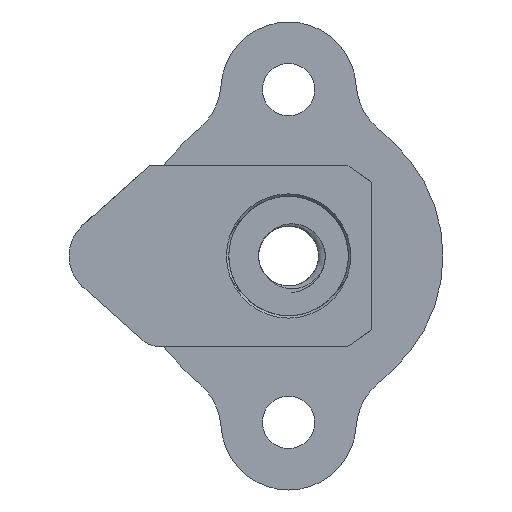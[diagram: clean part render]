
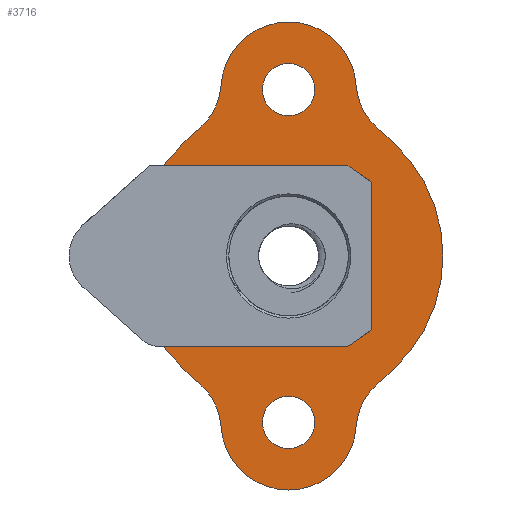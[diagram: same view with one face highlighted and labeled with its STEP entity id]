
A CAD part, front view. The second image highlights one B-rep face of the part: STEP entity #3716.
In plain terms, the highlighted planar face has unit normal (0, -1, 0).
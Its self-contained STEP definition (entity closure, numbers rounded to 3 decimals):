
#54=FACE_BOUND('',#378,.T.);
#55=FACE_BOUND('',#379,.T.);
#56=FACE_BOUND('',#380,.T.);
#66=PLANE('',#3932);
#189=FACE_OUTER_BOUND('',#377,.T.);
#377=EDGE_LOOP('',(#2653,#2654,#2655,#2656,#2657,#2658,#2659,#2660,#2661,
#2662,#2663,#2664));
#378=EDGE_LOOP('',(#2665));
#379=EDGE_LOOP('',(#2666));
#380=EDGE_LOOP('',(#2667,#2668,#2669,#2670,#2671,#2672,#2673,#2674));
#866=CIRCLE('',#3933,2.6);
#867=CIRCLE('',#3934,2.85);
#868=CIRCLE('',#3935,2.6);
#869=CIRCLE('',#3936,6.5);
#870=CIRCLE('',#3937,2.6);
#871=CIRCLE('',#3938,2.85);
#872=CIRCLE('',#3939,2.6);
#873=CIRCLE('',#3940,6.5);
#874=CIRCLE('',#3941,1.1);
#875=CIRCLE('',#3942,1.1);
#973=LINE('',#12400,#1171);
#974=LINE('',#12404,#1172);
#975=LINE('',#12412,#1173);
#976=LINE('',#12415,#1174);
#977=LINE('',#12422,#1175);
#978=LINE('',#12424,#1176);
#979=LINE('',#12426,#1177);
#980=LINE('',#12428,#1178);
#981=LINE('',#12430,#1179);
#982=LINE('',#12432,#1180);
#983=LINE('',#12434,#1181);
#984=LINE('',#12435,#1182);
#1171=VECTOR('',#4326,10.);
#1172=VECTOR('',#4329,10.);
#1173=VECTOR('',#4336,10.);
#1174=VECTOR('',#4339,10.);
#1175=VECTOR('',#4344,10.);
#1176=VECTOR('',#4345,10.);
#1177=VECTOR('',#4346,10.);
#1178=VECTOR('',#4347,10.);
#1179=VECTOR('',#4348,10.);
#1180=VECTOR('',#4349,10.);
#1181=VECTOR('',#4350,10.);
#1182=VECTOR('',#4351,10.);
#1509=VERTEX_POINT('',#12392);
#1510=VERTEX_POINT('',#12393);
#1511=VERTEX_POINT('',#12395);
#1512=VERTEX_POINT('',#12397);
#1513=VERTEX_POINT('',#12399);
#1514=VERTEX_POINT('',#12401);
#1515=VERTEX_POINT('',#12403);
#1516=VERTEX_POINT('',#12405);
#1517=VERTEX_POINT('',#12407);
#1518=VERTEX_POINT('',#12409);
#1519=VERTEX_POINT('',#12411);
#1520=VERTEX_POINT('',#12413);
#1521=VERTEX_POINT('',#12416);
#1522=VERTEX_POINT('',#12418);
#1523=VERTEX_POINT('',#12420);
#1524=VERTEX_POINT('',#12421);
#1525=VERTEX_POINT('',#12423);
#1526=VERTEX_POINT('',#12425);
#1527=VERTEX_POINT('',#12427);
#1528=VERTEX_POINT('',#12429);
#1529=VERTEX_POINT('',#12431);
#1530=VERTEX_POINT('',#12433);
#1989=EDGE_CURVE('',#1509,#1510,#866,.T.);
#1990=EDGE_CURVE('',#1510,#1511,#867,.T.);
#1991=EDGE_CURVE('',#1511,#1512,#868,.T.);
#1992=EDGE_CURVE('',#1512,#1513,#973,.T.);
#1993=EDGE_CURVE('',#1513,#1514,#869,.T.);
#1994=EDGE_CURVE('',#1514,#1515,#974,.T.);
#1995=EDGE_CURVE('',#1515,#1516,#870,.T.);
#1996=EDGE_CURVE('',#1516,#1517,#871,.T.);
#1997=EDGE_CURVE('',#1517,#1518,#872,.T.);
#1998=EDGE_CURVE('',#1518,#1519,#975,.T.);
#1999=EDGE_CURVE('',#1519,#1520,#873,.T.);
#2000=EDGE_CURVE('',#1520,#1509,#976,.T.);
#2001=EDGE_CURVE('',#1521,#1521,#874,.T.);
#2002=EDGE_CURVE('',#1522,#1522,#875,.T.);
#2003=EDGE_CURVE('',#1523,#1524,#977,.T.);
#2004=EDGE_CURVE('',#1524,#1525,#978,.T.);
#2005=EDGE_CURVE('',#1525,#1526,#979,.T.);
#2006=EDGE_CURVE('',#1526,#1527,#980,.T.);
#2007=EDGE_CURVE('',#1527,#1528,#981,.T.);
#2008=EDGE_CURVE('',#1528,#1529,#982,.T.);
#2009=EDGE_CURVE('',#1529,#1530,#983,.T.);
#2010=EDGE_CURVE('',#1530,#1523,#984,.T.);
#2653=ORIENTED_EDGE('',*,*,#1989,.T.);
#2654=ORIENTED_EDGE('',*,*,#1990,.T.);
#2655=ORIENTED_EDGE('',*,*,#1991,.T.);
#2656=ORIENTED_EDGE('',*,*,#1992,.T.);
#2657=ORIENTED_EDGE('',*,*,#1993,.T.);
#2658=ORIENTED_EDGE('',*,*,#1994,.T.);
#2659=ORIENTED_EDGE('',*,*,#1995,.T.);
#2660=ORIENTED_EDGE('',*,*,#1996,.T.);
#2661=ORIENTED_EDGE('',*,*,#1997,.T.);
#2662=ORIENTED_EDGE('',*,*,#1998,.T.);
#2663=ORIENTED_EDGE('',*,*,#1999,.T.);
#2664=ORIENTED_EDGE('',*,*,#2000,.T.);
#2665=ORIENTED_EDGE('',*,*,#2001,.T.);
#2666=ORIENTED_EDGE('',*,*,#2002,.T.);
#2667=ORIENTED_EDGE('',*,*,#2003,.T.);
#2668=ORIENTED_EDGE('',*,*,#2004,.T.);
#2669=ORIENTED_EDGE('',*,*,#2005,.T.);
#2670=ORIENTED_EDGE('',*,*,#2006,.T.);
#2671=ORIENTED_EDGE('',*,*,#2007,.T.);
#2672=ORIENTED_EDGE('',*,*,#2008,.T.);
#2673=ORIENTED_EDGE('',*,*,#2009,.T.);
#2674=ORIENTED_EDGE('',*,*,#2010,.T.);
#3716=ADVANCED_FACE('',(#189,#54,#55,#56),#66,.T.);
#3932=AXIS2_PLACEMENT_3D('',#12391,#4318,#4319);
#3933=AXIS2_PLACEMENT_3D('',#12394,#4320,#4321);
#3934=AXIS2_PLACEMENT_3D('',#12396,#4322,#4323);
#3935=AXIS2_PLACEMENT_3D('',#12398,#4324,#4325);
#3936=AXIS2_PLACEMENT_3D('',#12402,#4327,#4328);
#3937=AXIS2_PLACEMENT_3D('',#12406,#4330,#4331);
#3938=AXIS2_PLACEMENT_3D('',#12408,#4332,#4333);
#3939=AXIS2_PLACEMENT_3D('',#12410,#4334,#4335);
#3940=AXIS2_PLACEMENT_3D('',#12414,#4337,#4338);
#3941=AXIS2_PLACEMENT_3D('',#12417,#4340,#4341);
#3942=AXIS2_PLACEMENT_3D('',#12419,#4342,#4343);
#4318=DIRECTION('center_axis',(0.,-1.,0.));
#4319=DIRECTION('ref_axis',(0.,0.,-1.));
#4320=DIRECTION('center_axis',(0.,1.,0.));
#4321=DIRECTION('ref_axis',(0.901,0.,0.435));
#4322=DIRECTION('center_axis',(0.,-1.,0.));
#4323=DIRECTION('ref_axis',(0.,0.,-1.));
#4324=DIRECTION('center_axis',(0.,1.,0.));
#4325=DIRECTION('ref_axis',(-0.901,0.,0.435));
#4326=DIRECTION('',(0.741,0.,0.671));
#4327=DIRECTION('center_axis',(0.,-1.,0.));
#4328=DIRECTION('ref_axis',(1.,0.,0.));
#4329=DIRECTION('',(-0.741,0.,0.671));
#4330=DIRECTION('center_axis',(0.,1.,0.));
#4331=DIRECTION('ref_axis',(-0.901,0.,-0.435));
#4332=DIRECTION('center_axis',(0.,-1.,0.));
#4333=DIRECTION('ref_axis',(0.,0.,
1.));
#4334=DIRECTION('center_axis',(0.,1.,0.));
#4335=DIRECTION('ref_axis',(0.901,0.,-0.435));
#4336=DIRECTION('',(-0.741,0.,-0.671));
#4337=DIRECTION('center_axis',(0.,-1.,0.));
#4338=DIRECTION('ref_axis',(-1.,0.,0.));
#4339=DIRECTION('',(0.741,0.,-0.671));
#4340=DIRECTION('center_axis',(0.,1.,0.));
#4341=DIRECTION('ref_axis',(1.,0.,0.));
#4342=DIRECTION('center_axis',(0.,1.,0.));
#4343=DIRECTION('ref_axis',(-1.,0.,0.));
#4344=DIRECTION('',(0.,0.,-1.));
#4345=DIRECTION('',(-0.819,0.,-0.573));
#4346=DIRECTION('',(-1.,0.,0.));
#4347=DIRECTION('',(-0.707,0.,0.707));
#4348=DIRECTION('',(0.,0.,1.));
#4349=DIRECTION('',(0.707,0.,0.707));
#4350=DIRECTION('',(1.,0.,0.));
#4351=DIRECTION('',(0.819,0.,-0.573));
#12391=CARTESIAN_POINT('Origin',(-0.2,27.3,0.));
#12392=CARTESIAN_POINT('',(-3.693,27.3,-5.425));
#12393=CARTESIAN_POINT('',(-2.844,27.3,-7.184));
#12394=CARTESIAN_POINT('Origin',(-5.439,27.3,-7.352));
#12395=CARTESIAN_POINT('',(2.844,27.3,-7.184));
#12396=CARTESIAN_POINT('Origin',(0.,27.3,
-7.));
#12397=CARTESIAN_POINT('',(3.693,27.3,-5.425));
#12398=CARTESIAN_POINT('Origin',(5.439,27.3,-7.352));
#12399=CARTESIAN_POINT('',(4.364,27.3,-4.817));
#12400=CARTESIAN_POINT('',(4.049,27.3,-5.103));
#12401=CARTESIAN_POINT('',(4.364,27.3,4.817));
#12402=CARTESIAN_POINT('Origin',(0.,27.3,
0.));
#12403=CARTESIAN_POINT('',(3.693,27.3,5.425));
#12404=CARTESIAN_POINT('',(3.308,27.3,5.774));
#12405=CARTESIAN_POINT('',(2.844,27.3,7.184));
#12406=CARTESIAN_POINT('Origin',(5.439,27.3,7.352));
#12407=CARTESIAN_POINT('',(-2.844,27.3,7.184));
#12408=CARTESIAN_POINT('Origin',(0.,27.3,7.));
#12409=CARTESIAN_POINT('',(-3.693,27.3,5.425));
#12410=CARTESIAN_POINT('Origin',(-5.439,27.3,7.352));
#12411=CARTESIAN_POINT('',(-4.364,27.3,4.817));
#12412=CARTESIAN_POINT('',(-3.308,27.3,5.774));
#12413=CARTESIAN_POINT('',(-4.364,27.3,-4.817));
#12414=CARTESIAN_POINT('Origin',(0.,27.3,
0.));
#12415=CARTESIAN_POINT('',(-4.049,27.3,-5.103));
#12416=CARTESIAN_POINT('',(-1.1,27.3,-7.));
#12417=CARTESIAN_POINT('Origin',(0.,27.3,-7.));
#12418=CARTESIAN_POINT('',(1.1,27.3,7.));
#12419=CARTESIAN_POINT('Origin',(0.,27.3,7.));
#12420=CARTESIAN_POINT('',(3.5,27.3,3.1));
#12421=CARTESIAN_POINT('',(3.5,27.3,-3.1));
#12422=CARTESIAN_POINT('',(3.5,27.3,1.55));
#12423=CARTESIAN_POINT('',(2.5,27.3,-3.8));
#12424=CARTESIAN_POINT('',(3.054,27.3,-3.412));
#12425=CARTESIAN_POINT('',(-2.9,27.3,-3.8));
#12426=CARTESIAN_POINT('',(1.25,27.3,-3.8));
#12427=CARTESIAN_POINT('',(-3.5,27.3,-3.2));
#12428=CARTESIAN_POINT('',(-3.125,27.3,-3.575));
#12429=CARTESIAN_POINT('',(-3.5,27.3,3.2));
#12430=CARTESIAN_POINT('',(-3.5,27.3,-1.6));
#12431=CARTESIAN_POINT('',(-2.9,27.3,3.8));
#12432=CARTESIAN_POINT('',(-3.425,27.3,3.275));
#12433=CARTESIAN_POINT('',(2.5,27.3,3.8));
#12434=CARTESIAN_POINT('',(-1.45,27.3,3.8));
#12435=CARTESIAN_POINT('',(2.554,27.3,3.762));
